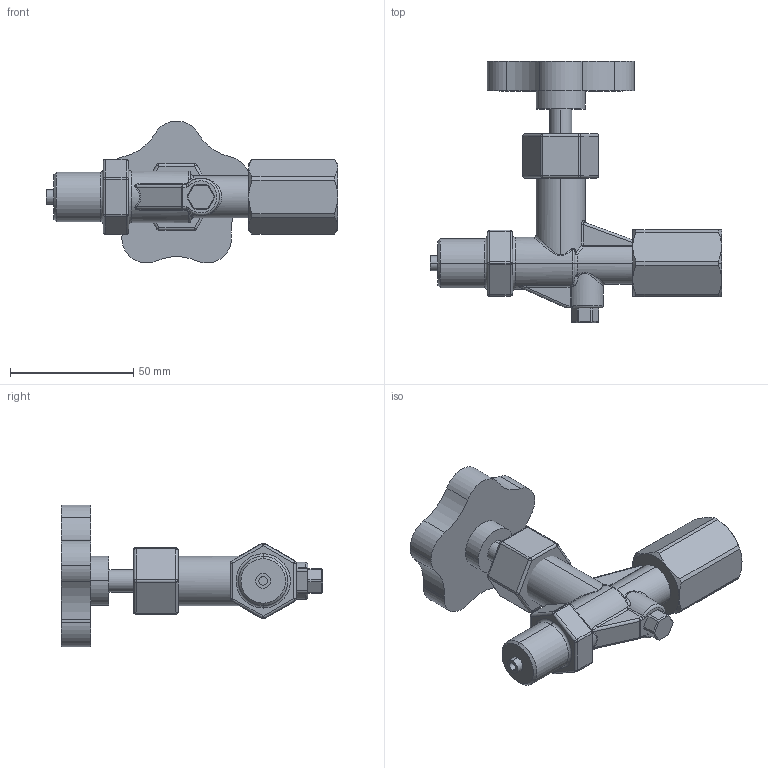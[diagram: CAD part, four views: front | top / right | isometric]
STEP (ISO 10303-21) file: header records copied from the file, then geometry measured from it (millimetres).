
FILE_DESCRIPTION (( 'STEP AP203' ), '1' );
FILE_NAME ('Ventil tlakomer 2-cestny 137517.STEP', '2013-02-20T11:21:12', ( 'Uzivatel' ), ( 'HP' ), 'SwSTEP 2.0', 'SolidWorks 2012', '' );
FILE_SCHEMA (( 'CONFIG_CONTROL_DESIGN' ));
Length unit declared in the file: millimetre
Products named in the file (1): Ventil tlakomer 2-cestny 137517
Bounding box: 118 x 105.9 x 57.51 mm (x, y, z)
Volume: 98732 mm3; surface area: 28195.4 mm2
Topology: 5 solids, 5 shells, 256 faces, 567 edges, 308 vertices
Faces by surface type: cylinder 86, plane 81, sphere 36, cone 20, bspline 20, torus 13
Entity records: 8577 total; most frequent: CARTESIAN_POINT 3104, DIRECTION 1176, ORIENTED_EDGE 1090, EDGE_CURVE 545, AXIS2_PLACEMENT_3D 474, VERTEX_POINT 308, EDGE_LOOP 267, ADVANCED_FACE 256
